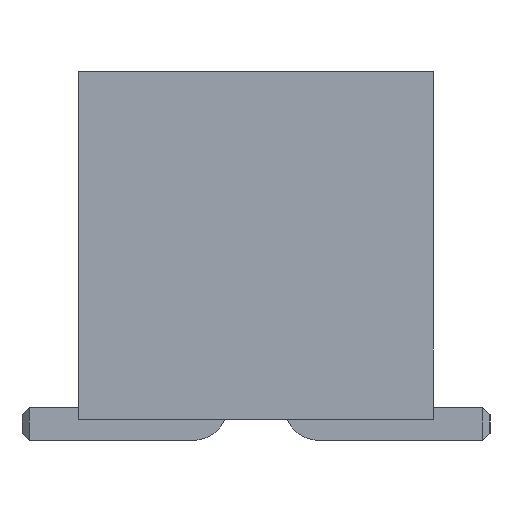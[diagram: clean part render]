
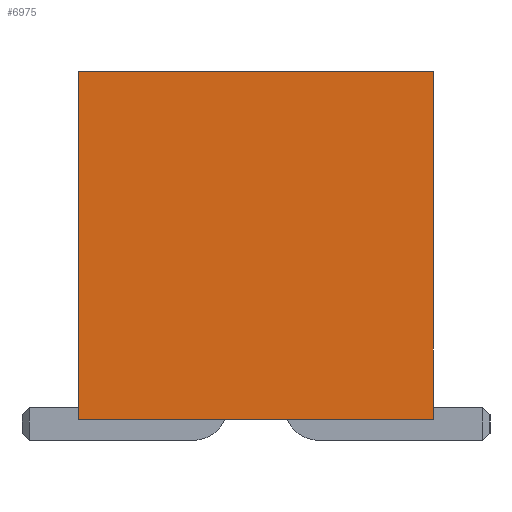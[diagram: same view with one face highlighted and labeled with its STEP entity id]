
A CAD part, left-side view. The second image highlights one B-rep face of the part: STEP entity #6975.
In plain terms, the highlighted planar face has unit normal (-1, 0, 0).
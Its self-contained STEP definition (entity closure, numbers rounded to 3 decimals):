
#149 = ORIENTED_EDGE ( 'NONE', *, *, #3069, .F. ) ;
#248 = CARTESIAN_POINT ( 'NONE',  ( -7.545, 2.5, 5.2 ) ) ;
#303 = EDGE_CURVE ( 'NONE', #6456, #7337, #4634, .T. ) ;
#314 = DIRECTION ( 'NONE',  ( 0., 0., -1. ) ) ;
#601 = DIRECTION ( 'NONE',  ( 0., 0., 1. ) ) ;
#1240 = CARTESIAN_POINT ( 'NONE',  ( -7.545, 2.5, 0.3 ) ) ;
#1365 = CARTESIAN_POINT ( 'NONE',  ( -7.545, 2.5, 5.2 ) ) ;
#1462 = VERTEX_POINT ( 'NONE', #8070 ) ;
#1770 = CARTESIAN_POINT ( 'NONE',  ( -7.545, -2.5, 0.3 ) ) ;
#1835 = ORIENTED_EDGE ( 'NONE', *, *, #303, .T. ) ;
#1905 = ORIENTED_EDGE ( 'NONE', *, *, #4264, .T. ) ;
#2534 = FACE_OUTER_BOUND ( 'NONE', #7521, .T. ) ;
#2576 = VECTOR ( 'NONE', #4697, 1000. ) ;
#3069 = EDGE_CURVE ( 'NONE', #6456, #3708, #6133, .T. ) ;
#3538 = LINE ( 'NONE', #6127, #2576 ) ;
#3545 = CARTESIAN_POINT ( 'NONE',  ( -7.545, -2.5, 0.3 ) ) ;
#3708 = VERTEX_POINT ( 'NONE', #1770 ) ;
#3881 = DIRECTION ( 'NONE',  ( 0., 0., -1. ) ) ;
#3968 = CARTESIAN_POINT ( 'NONE',  ( -7.545, 2.5, 0.3 ) ) ;
#4264 = EDGE_CURVE ( 'NONE', #7337, #1462, #7064, .T. ) ;
#4304 = VECTOR ( 'NONE', #3881, 1000. ) ;
#4492 = PLANE ( 'NONE',  #8283 ) ;
#4634 = LINE ( 'NONE', #248, #8329 ) ;
#4697 = DIRECTION ( 'NONE',  ( 0., -1., 0. ) ) ;
#6127 = CARTESIAN_POINT ( 'NONE',  ( -7.545, 0., 0.3 ) ) ;
#6133 = LINE ( 'NONE', #3545, #6318 ) ;
#6241 = EDGE_CURVE ( 'NONE', #1462, #3708, #3538, .T. ) ;
#6318 = VECTOR ( 'NONE', #314, 1000. ) ;
#6427 = DIRECTION ( 'NONE',  ( -1., 0., 0. ) ) ;
#6456 = VERTEX_POINT ( 'NONE', #7188 ) ;
#6724 = ORIENTED_EDGE ( 'NONE', *, *, #6241, .T. ) ;
#6975 = ADVANCED_FACE ( 'NONE', ( #2534 ), #4492, .T. ) ;
#7064 = LINE ( 'NONE', #3968, #4304 ) ;
#7188 = CARTESIAN_POINT ( 'NONE',  ( -7.545, -2.5, 5.2 ) ) ;
#7337 = VERTEX_POINT ( 'NONE', #1365 ) ;
#7521 = EDGE_LOOP ( 'NONE', ( #1835, #1905, #6724, #149 ) ) ;
#7987 = DIRECTION ( 'NONE',  ( 0., 1., 0. ) ) ;
#8070 = CARTESIAN_POINT ( 'NONE',  ( -7.545, 2.5, 0.3 ) ) ;
#8283 = AXIS2_PLACEMENT_3D ( 'NONE', #1240, #6427, #601 ) ;
#8329 = VECTOR ( 'NONE', #7987, 1000. ) ;
